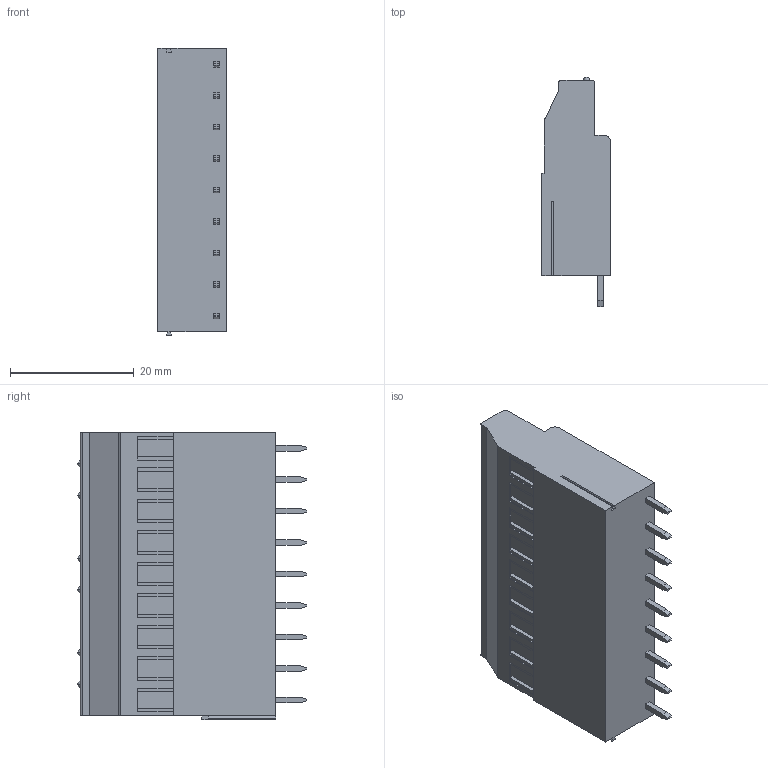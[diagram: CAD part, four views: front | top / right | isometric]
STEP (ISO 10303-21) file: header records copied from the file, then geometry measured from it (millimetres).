
FILE_DESCRIPTION((''),'2;1');
FILE_NAME('PRT0053','2025-01-11T',('yanfa'),(''),'PRO/ENGINEER BY PARAMETRIC TECHNOLOGY CORPORATION, 2009280','PRO/ENGINEER BY PARAMETRIC TECHNOLOGY CORPORATION, 2009280','');
FILE_SCHEMA(('AUTOMOTIVE_DESIGN_CC2 { 1 2 10303 214 -1 1 5 2 }'));
Length unit declared in the file: millimetre
Products named in the file (1): PRT0053
Bounding box: 11.1 x 37 x 46.32 mm (x, y, z)
Volume: 13948.2 mm3; surface area: 5089.2 mm2
Topology: 1 solids, 1 shells, 305 faces, 835 edges, 544 vertices
Faces by surface type: plane 231, cylinder 44, torus 18, sphere 12
Entity records: 9672 total; most frequent: CARTESIAN_POINT 1870, ORIENTED_EDGE 1646, DIRECTION 1563, EDGE_CURVE 823, VECTOR 621, LINE 621, VERTEX_POINT 544, AXIS2_PLACEMENT_3D 471
